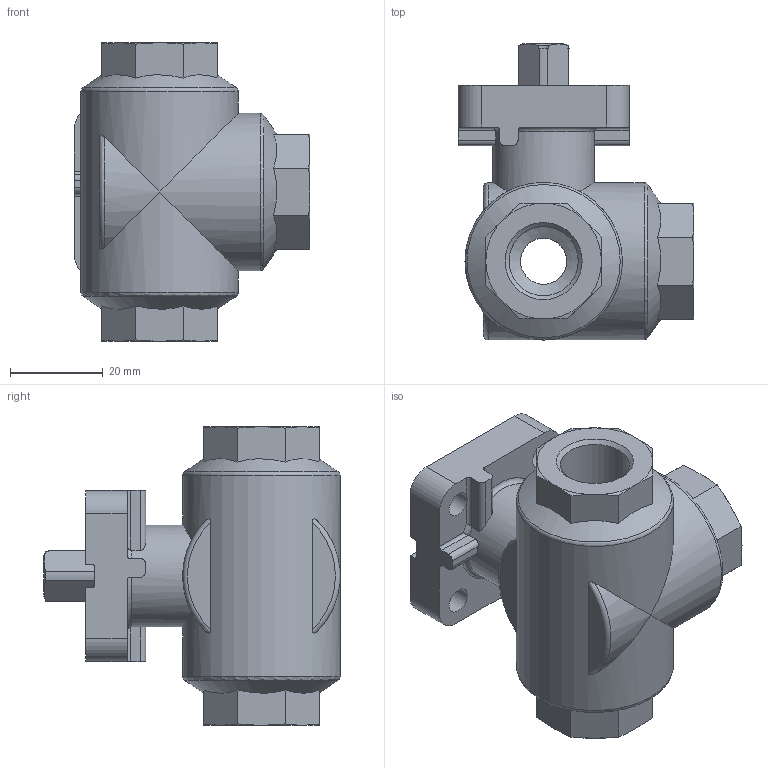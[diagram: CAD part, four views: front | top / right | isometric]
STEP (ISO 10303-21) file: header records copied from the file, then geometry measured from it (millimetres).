
FILE_DESCRIPTION(/* description */ ('STEP AP214'),/* implementation_level */ '2;1');
FILE_NAME(/* name */ '4451868_VZBM-3_8-RP-40-F-3L-F03-B2B3',/* time_stamp */ '2024-09-18T02:43:10+02:00',/* author */ ('License CC BY-ND 4.0'),/* organization */ ('CADENAS'),/* preprocessor_version */ 'ST-DEVELOPER v19.3',/* originating_system */ 'PARTsolutions',/* authorisation */ ' ');
FILE_SCHEMA (('AUTOMOTIVE_DESIGN {1 0 10303 214 3 1 1}'));
Length unit declared in the file: millimetre
Products named in the file (1): 4451868 VZBM-3/8-Rp-40-F-3L-F03-B2B3
Bounding box: 51 x 64 x 64.5 mm (x, y, z)
Volume: 67886.1 mm3; surface area: 18798 mm2
Topology: 1 solids, 1 shells, 186 faces, 501 edges, 318 vertices
Faces by surface type: plane 78, cone 54, cylinder 45, torus 9
Full cylindrical faces by diameter (mm): 3.242 x1, 5.5 x4, 10 x2, 14.95 x3, 20 x1, 22 x1, 25 x1, 34 x2
Entity records: 5726 total; most frequent: CARTESIAN_POINT 1432, ORIENTED_EDGE 900, DIRECTION 825, EDGE_CURVE 450, AXIS2_PLACEMENT_3D 329, VERTEX_POINT 301, FACE_BOUND 233, EDGE_LOOP 232
